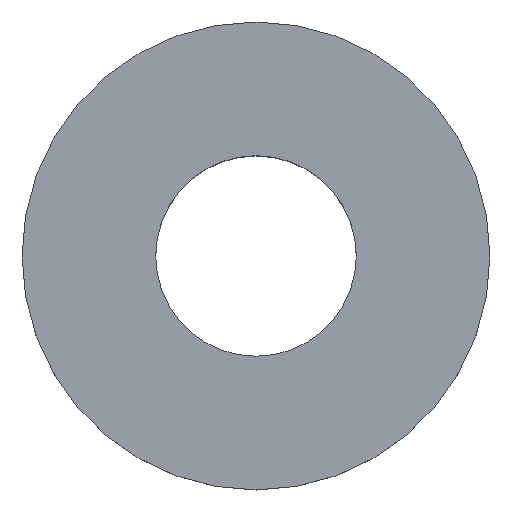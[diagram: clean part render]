
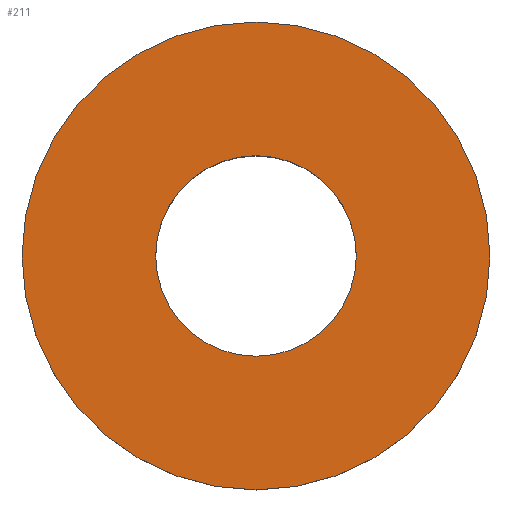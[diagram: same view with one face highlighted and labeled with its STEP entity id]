
A CAD part, top view. The second image highlights one B-rep face of the part: STEP entity #211.
In plain terms, the highlighted planar face has unit normal (0, 0, 1).
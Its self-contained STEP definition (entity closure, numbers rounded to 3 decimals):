
#23=FACE_BOUND('',#58,.T.);
#30=PLANE('',#251);
#44=FACE_OUTER_BOUND('',#57,.T.);
#57=EDGE_LOOP('',(#193));
#58=EDGE_LOOP('',(#194));
#93=CIRCLE('',#238,3.);
#96=CIRCLE('',#250,7.);
#98=VERTEX_POINT('',#309);
#114=VERTEX_POINT('',#373);
#117=EDGE_CURVE('',#98,#98,#93,.F.);
#142=EDGE_CURVE('',#114,#114,#96,.F.);
#193=ORIENTED_EDGE('',*,*,#142,.T.);
#194=ORIENTED_EDGE('',*,*,#117,.T.);
#211=ADVANCED_FACE('',(#44,#23),#30,.T.);
#238=AXIS2_PLACEMENT_3D('',#311,#260,#261);
#250=AXIS2_PLACEMENT_3D('',#375,#299,#300);
#251=AXIS2_PLACEMENT_3D('',#376,#301,#302);
#260=DIRECTION('center_axis',(0.,0.,1.));
#261=DIRECTION('ref_axis',(1.,0.,0.));
#299=DIRECTION('center_axis',(0.,0.,-1.));
#300=DIRECTION('ref_axis',(1.,0.,0.));
#301=DIRECTION('center_axis',(0.,0.,1.));
#302=DIRECTION('ref_axis',(1.,0.,0.));
#309=CARTESIAN_POINT('',(-3.,0.,0.));
#311=CARTESIAN_POINT('Origin',(0.,0.,0.));
#373=CARTESIAN_POINT('',(-7.,0.,0.));
#375=CARTESIAN_POINT('Origin',(0.,0.,0.));
#376=CARTESIAN_POINT('Origin',(0.,0.,0.));
